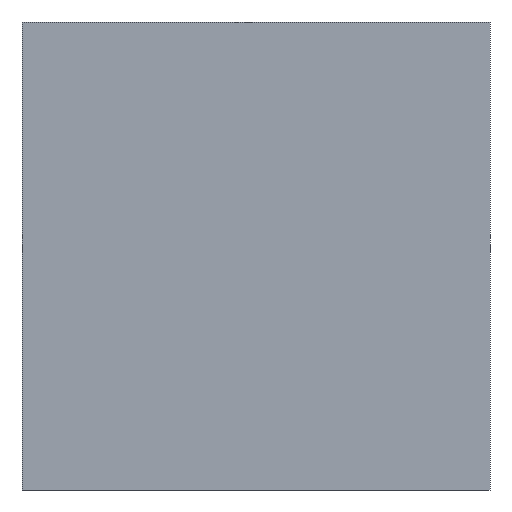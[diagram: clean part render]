
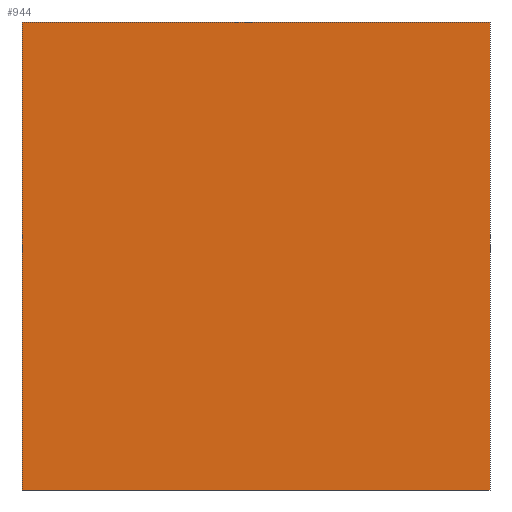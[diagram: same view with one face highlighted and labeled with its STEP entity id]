
A CAD part, front view. The second image highlights one B-rep face of the part: STEP entity #944.
In plain terms, the highlighted planar face has unit normal (0, -1, 0).
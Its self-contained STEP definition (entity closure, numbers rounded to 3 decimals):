
#73=FACE_OUTER_BOUND('',#133,.T.);
#133=EDGE_LOOP('',(#754,#755,#756,#757));
#252=LINE('',#1615,#324);
#256=LINE('',#1621,#328);
#257=LINE('',#1624,#329);
#258=LINE('',#1625,#330);
#324=VECTOR('',#1364,10.);
#328=VECTOR('',#1370,10.);
#329=VECTOR('',#1373,10.);
#330=VECTOR('',#1374,10.);
#392=VERTEX_POINT('',#1613);
#393=VERTEX_POINT('',#1614);
#394=VERTEX_POINT('',#1619);
#395=VERTEX_POINT('',#1623);
#512=EDGE_CURVE('',#392,#393,#252,.T.);
#516=EDGE_CURVE('',#393,#394,#256,.T.);
#517=EDGE_CURVE('',#394,#395,#257,.T.);
#518=EDGE_CURVE('',#392,#395,#258,.T.);
#754=ORIENTED_EDGE('',*,*,#517,.T.);
#755=ORIENTED_EDGE('',*,*,#518,.F.);
#756=ORIENTED_EDGE('',*,*,#512,.T.);
#757=ORIENTED_EDGE('',*,*,#516,.T.);
#823=PLANE('',#1079);
#944=ADVANCED_FACE('',(#73),#823,.T.);
#1079=AXIS2_PLACEMENT_3D('',#1622,#1371,#1372);
#1364=DIRECTION('',(1.,0.,0.));
#1370=DIRECTION('',(0.,0.,1.));
#1371=DIRECTION('center_axis',(0.,-1.,0.));
#1372=DIRECTION('ref_axis',(0.,0.,-1.));
#1373=DIRECTION('',(-1.,0.,0.));
#1374=DIRECTION('',(0.,0.,1.));
#1613=CARTESIAN_POINT('',(-30.,0.,-30.));
#1614=CARTESIAN_POINT('',(30.,0.,-30.));
#1615=CARTESIAN_POINT('',(-30.,0.,-30.));
#1619=CARTESIAN_POINT('',(30.,0.,30.));
#1621=CARTESIAN_POINT('',(30.,0.,0.));
#1622=CARTESIAN_POINT('Origin',(30.,0.,0.));
#1623=CARTESIAN_POINT('',(-30.,0.,30.));
#1624=CARTESIAN_POINT('',(-30.,0.,30.));
#1625=CARTESIAN_POINT('',(-30.,0.,0.));
